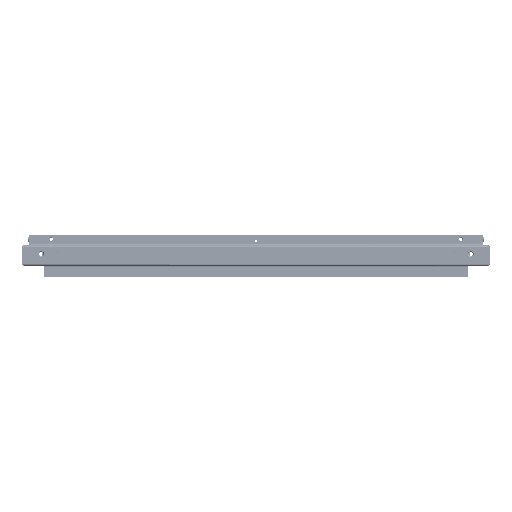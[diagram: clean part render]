
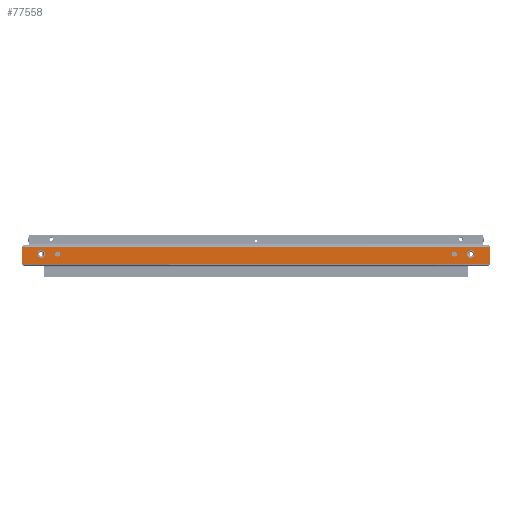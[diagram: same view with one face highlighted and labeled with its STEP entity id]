
A CAD part, front view. The second image highlights one B-rep face of the part: STEP entity #77558.
In plain terms, the highlighted face is planar.
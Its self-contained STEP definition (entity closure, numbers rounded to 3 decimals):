
#133 = FACE_BOUND ( 'NONE', #42581, .T. ) ;
#565 = ORIENTED_EDGE ( 'NONE', *, *, #22579, .T. ) ;
#1452 = ORIENTED_EDGE ( 'NONE', *, *, #60403, .T. ) ;
#1607 = CARTESIAN_POINT ( 'NONE',  ( 500., 18., 0. ) ) ;
#1868 = EDGE_CURVE ( 'NONE', #12335, #39183, #36390, .T. ) ;
#4706 = CARTESIAN_POINT ( 'NONE',  ( 500., 18., 0. ) ) ;
#5005 = VECTOR ( 'NONE', #10951, 1000. ) ;
#5006 = AXIS2_PLACEMENT_3D ( 'NONE', #51540, #49943, #45561 ) ;
#5364 = PLANE ( 'NONE',  #42197 ) ;
#6096 = VECTOR ( 'NONE', #59946, 1000. ) ;
#6301 = CIRCLE ( 'NONE', #5006, 5.5 ) ;
#6392 = CARTESIAN_POINT ( 'NONE',  ( -467.5, -3.319, 0. ) ) ;
#9809 = DIRECTION ( 'NONE',  ( -1., 0., 0. ) ) ;
#10951 = DIRECTION ( 'NONE',  ( -1., 0., 0. ) ) ;
#11742 = FACE_OUTER_BOUND ( 'NONE', #64802, .T. ) ;
#12335 = VERTEX_POINT ( 'NONE', #18843 ) ;
#13233 = CARTESIAN_POINT ( 'NONE',  ( -459.5, -3.319, 0. ) ) ;
#13692 = EDGE_CURVE ( 'NONE', #64851, #73230, #41822, .T. ) ;
#14408 = CARTESIAN_POINT ( 'NONE',  ( -500., -18., 0. ) ) ;
#14481 = ORIENTED_EDGE ( 'NONE', *, *, #31329, .F. ) ;
#15204 = DIRECTION ( 'NONE',  ( 1., 0., 0. ) ) ;
#15253 = VERTEX_POINT ( 'NONE', #6392 ) ;
#15850 = CARTESIAN_POINT ( 'NONE',  ( -419., -3.319, 0. ) ) ;
#15851 = ORIENTED_EDGE ( 'NONE', *, *, #52782, .T. ) ;
#16213 = VECTOR ( 'NONE', #78393, 1000. ) ;
#17401 = CARTESIAN_POINT ( 'NONE',  ( 498., 18., 0. ) ) ;
#17623 = CIRCLE ( 'NONE', #38026, 8. ) ;
#18433 = EDGE_CURVE ( 'NONE', #28460, #68783, #26074, .T. ) ;
#18843 = CARTESIAN_POINT ( 'NONE',  ( -430., -3.319, 0. ) ) ;
#18874 = DIRECTION ( 'NONE',  ( 0., 1., 0. ) ) ;
#20418 = CARTESIAN_POINT ( 'NONE',  ( 467.5, -3.319, 0. ) ) ;
#21591 = ORIENTED_EDGE ( 'NONE', *, *, #18433, .T. ) ;
#22446 = LINE ( 'NONE', #71952, #6096 ) ;
#22579 = EDGE_CURVE ( 'NONE', #68783, #32770, #23508, .T. ) ;
#22955 = DIRECTION ( 'NONE',  ( -1., 0., 0. ) ) ;
#23508 = LINE ( 'NONE', #4706, #40914 ) ;
#24848 = CARTESIAN_POINT ( 'NONE',  ( -451.5, -3.319, 0. ) ) ;
#25317 = CARTESIAN_POINT ( 'NONE',  ( -498., 18., 0. ) ) ;
#25728 = DIRECTION ( 'NONE',  ( -1., 0., 0. ) ) ;
#26074 = LINE ( 'NONE', #50012, #33240 ) ;
#26624 = VECTOR ( 'NONE', #51610, 1000. ) ;
#27267 = CARTESIAN_POINT ( 'NONE',  ( -500., -18., 0. ) ) ;
#27554 = CARTESIAN_POINT ( 'NONE',  ( -500., 18., 0. ) ) ;
#28285 = CARTESIAN_POINT ( 'NONE',  ( 430., -3.319, 0. ) ) ;
#28460 = VERTEX_POINT ( 'NONE', #61367 ) ;
#28969 = VERTEX_POINT ( 'NONE', #20418 ) ;
#28977 = CARTESIAN_POINT ( 'NONE',  ( 0., 0., 0. ) ) ;
#31329 = EDGE_CURVE ( 'NONE', #69797, #15253, #17623, .T. ) ;
#31434 = CARTESIAN_POINT ( 'NONE',  ( -424.5, -3.319, 0. ) ) ;
#31939 = CARTESIAN_POINT ( 'NONE',  ( -497.935, -18., 0. ) ) ;
#32076 = DIRECTION ( 'NONE',  ( 0., 0., 1. ) ) ;
#32169 = VERTEX_POINT ( 'NONE', #46091 ) ;
#32770 = VERTEX_POINT ( 'NONE', #17401 ) ;
#33240 = VECTOR ( 'NONE', #18874, 1000. ) ;
#33450 = VERTEX_POINT ( 'NONE', #31939 ) ;
#34382 = CARTESIAN_POINT ( 'NONE',  ( -459.5, -3.319, 0. ) ) ;
#34856 = ORIENTED_EDGE ( 'NONE', *, *, #75357, .T. ) ;
#35155 = AXIS2_PLACEMENT_3D ( 'NONE', #31434, #55791, #49778 ) ;
#35351 = ORIENTED_EDGE ( 'NONE', *, *, #70009, .T. ) ;
#36390 = CIRCLE ( 'NONE', #35155, 5.5 ) ;
#37690 = EDGE_LOOP ( 'NONE', ( #60966, #65688 ) ) ;
#38026 = AXIS2_PLACEMENT_3D ( 'NONE', #34382, #58756, #15204 ) ;
#39183 = VERTEX_POINT ( 'NONE', #15850 ) ;
#39793 = CARTESIAN_POINT ( 'NONE',  ( 459.5, -3.319, 0. ) ) ;
#40914 = VECTOR ( 'NONE', #25728, 1000. ) ;
#40977 = FACE_BOUND ( 'NONE', #37690, .T. ) ;
#41341 = EDGE_LOOP ( 'NONE', ( #74429, #1452 ) ) ;
#41822 = CIRCLE ( 'NONE', #62204, 5.5 ) ;
#42197 = AXIS2_PLACEMENT_3D ( 'NONE', #28977, #66116, #73259 ) ;
#42581 = EDGE_LOOP ( 'NONE', ( #14481, #61480 ) ) ;
#45372 = CARTESIAN_POINT ( 'NONE',  ( 419., -3.319, 0. ) ) ;
#45561 = DIRECTION ( 'NONE',  ( -1., 0., 0. ) ) ;
#45642 = AXIS2_PLACEMENT_3D ( 'NONE', #65298, #48076, #22955 ) ;
#45803 = ORIENTED_EDGE ( 'NONE', *, *, #76367, .T. ) ;
#45842 = CIRCLE ( 'NONE', #56019, 5.5 ) ;
#46091 = CARTESIAN_POINT ( 'NONE',  ( 451.5, -3.319, 0. ) ) ;
#46408 = CARTESIAN_POINT ( 'NONE',  ( 424.5, -3.319, 0. ) ) ;
#47515 = VERTEX_POINT ( 'NONE', #27554 ) ;
#47941 = ORIENTED_EDGE ( 'NONE', *, *, #1868, .F. ) ;
#48076 = DIRECTION ( 'NONE',  ( 0., 0., -1. ) ) ;
#48710 = VERTEX_POINT ( 'NONE', #74271 ) ;
#49778 = DIRECTION ( 'NONE',  ( 1., 0., 0. ) ) ;
#49816 = CARTESIAN_POINT ( 'NONE',  ( -500., -22., 0. ) ) ;
#49943 = DIRECTION ( 'NONE',  ( 0., 0., -1. ) ) ;
#50012 = CARTESIAN_POINT ( 'NONE',  ( 500., -22., 0. ) ) ;
#50221 = DIRECTION ( 'NONE',  ( 0., -1., 0. ) ) ;
#50429 = CARTESIAN_POINT ( 'NONE',  ( -424.5, -3.319, 0. ) ) ;
#50783 = AXIS2_PLACEMENT_3D ( 'NONE', #39793, #71725, #9809 ) ;
#51130 = EDGE_CURVE ( 'NONE', #32169, #28969, #77597, .T. ) ;
#51540 = CARTESIAN_POINT ( 'NONE',  ( 424.5, -3.319, 0. ) ) ;
#51610 = DIRECTION ( 'NONE',  ( 1., 0., 0. ) ) ;
#52782 = EDGE_CURVE ( 'NONE', #69473, #47515, #22446, .T. ) ;
#52851 = CIRCLE ( 'NONE', #59243, 8. ) ;
#53718 = FACE_BOUND ( 'NONE', #41341, .T. ) ;
#55440 = LINE ( 'NONE', #49816, #62314 ) ;
#55592 = DIRECTION ( 'NONE',  ( 1., 0., 0. ) ) ;
#55656 = ORIENTED_EDGE ( 'NONE', *, *, #71982, .T. ) ;
#55671 = ORIENTED_EDGE ( 'NONE', *, *, #75554, .T. ) ;
#55791 = DIRECTION ( 'NONE',  ( 0., 0., 1. ) ) ;
#55983 = DIRECTION ( 'NONE',  ( 0., 0., 1. ) ) ;
#56019 = AXIS2_PLACEMENT_3D ( 'NONE', #50429, #32076, #61244 ) ;
#57616 = LINE ( 'NONE', #27267, #26624 ) ;
#58756 = DIRECTION ( 'NONE',  ( 0., 0., 1. ) ) ;
#58783 = DIRECTION ( 'NONE',  ( 0., 0., -1. ) ) ;
#59243 = AXIS2_PLACEMENT_3D ( 'NONE', #13233, #55983, #55592 ) ;
#59504 = VERTEX_POINT ( 'NONE', #78738 ) ;
#59710 = CIRCLE ( 'NONE', #50783, 8. ) ;
#59946 = DIRECTION ( 'NONE',  ( -1., 0., 0. ) ) ;
#60403 = EDGE_CURVE ( 'NONE', #73230, #64851, #6301, .T. ) ;
#60966 = ORIENTED_EDGE ( 'NONE', *, *, #73307, .T. ) ;
#61244 = DIRECTION ( 'NONE',  ( 1., 0., 0. ) ) ;
#61367 = CARTESIAN_POINT ( 'NONE',  ( 500., -18., 0. ) ) ;
#61480 = ORIENTED_EDGE ( 'NONE', *, *, #67312, .F. ) ;
#62204 = AXIS2_PLACEMENT_3D ( 'NONE', #46408, #58783, #77171 ) ;
#62314 = VECTOR ( 'NONE', #50221, 1000. ) ;
#63171 = DIRECTION ( 'NONE',  ( 1., 0., 0. ) ) ;
#64662 = VECTOR ( 'NONE', #63171, 1000. ) ;
#64802 = EDGE_LOOP ( 'NONE', ( #35351, #34856, #55656, #21591, #565, #45803, #15851, #55671 ) ) ;
#64851 = VERTEX_POINT ( 'NONE', #28285 ) ;
#65298 = CARTESIAN_POINT ( 'NONE',  ( 459.5, -3.319, 0. ) ) ;
#65688 = ORIENTED_EDGE ( 'NONE', *, *, #51130, .T. ) ;
#65717 = LINE ( 'NONE', #66101, #5005 ) ;
#66015 = CARTESIAN_POINT ( 'NONE',  ( -500., -18., 0. ) ) ;
#66101 = CARTESIAN_POINT ( 'NONE',  ( 500., 18., 0. ) ) ;
#66116 = DIRECTION ( 'NONE',  ( 0., 0., -1. ) ) ;
#66416 = EDGE_LOOP ( 'NONE', ( #75590, #47941 ) ) ;
#67312 = EDGE_CURVE ( 'NONE', #15253, #69797, #52851, .T. ) ;
#68783 = VERTEX_POINT ( 'NONE', #1607 ) ;
#69164 = LINE ( 'NONE', #14408, #64662 ) ;
#69473 = VERTEX_POINT ( 'NONE', #25317 ) ;
#69797 = VERTEX_POINT ( 'NONE', #24848 ) ;
#70009 = EDGE_CURVE ( 'NONE', #48710, #33450, #69164, .T. ) ;
#71725 = DIRECTION ( 'NONE',  ( 0., 0., -1. ) ) ;
#71952 = CARTESIAN_POINT ( 'NONE',  ( 500., 18., 0. ) ) ;
#71982 = EDGE_CURVE ( 'NONE', #59504, #28460, #72388, .T. ) ;
#72388 = LINE ( 'NONE', #66015, #16213 ) ;
#73230 = VERTEX_POINT ( 'NONE', #45372 ) ;
#73259 = DIRECTION ( 'NONE',  ( -1., 0., 0. ) ) ;
#73307 = EDGE_CURVE ( 'NONE', #28969, #32169, #59710, .T. ) ;
#74271 = CARTESIAN_POINT ( 'NONE',  ( -500., -18., 0. ) ) ;
#74429 = ORIENTED_EDGE ( 'NONE', *, *, #13692, .T. ) ;
#75357 = EDGE_CURVE ( 'NONE', #33450, #59504, #57616, .T. ) ;
#75554 = EDGE_CURVE ( 'NONE', #47515, #48710, #55440, .T. ) ;
#75590 = ORIENTED_EDGE ( 'NONE', *, *, #76401, .F. ) ;
#76367 = EDGE_CURVE ( 'NONE', #32770, #69473, #65717, .T. ) ;
#76401 = EDGE_CURVE ( 'NONE', #39183, #12335, #45842, .T. ) ;
#77171 = DIRECTION ( 'NONE',  ( -1., 0., 0. ) ) ;
#77558 = ADVANCED_FACE ( 'NONE', ( #40977, #53718, #133, #78109, #11742 ), #5364, .F. ) ;
#77597 = CIRCLE ( 'NONE', #45642, 8. ) ;
#78109 = FACE_BOUND ( 'NONE', #66416, .T. ) ;
#78393 = DIRECTION ( 'NONE',  ( 1., 0., 0. ) ) ;
#78738 = CARTESIAN_POINT ( 'NONE',  ( 497.935, -18., 0. ) ) ;
